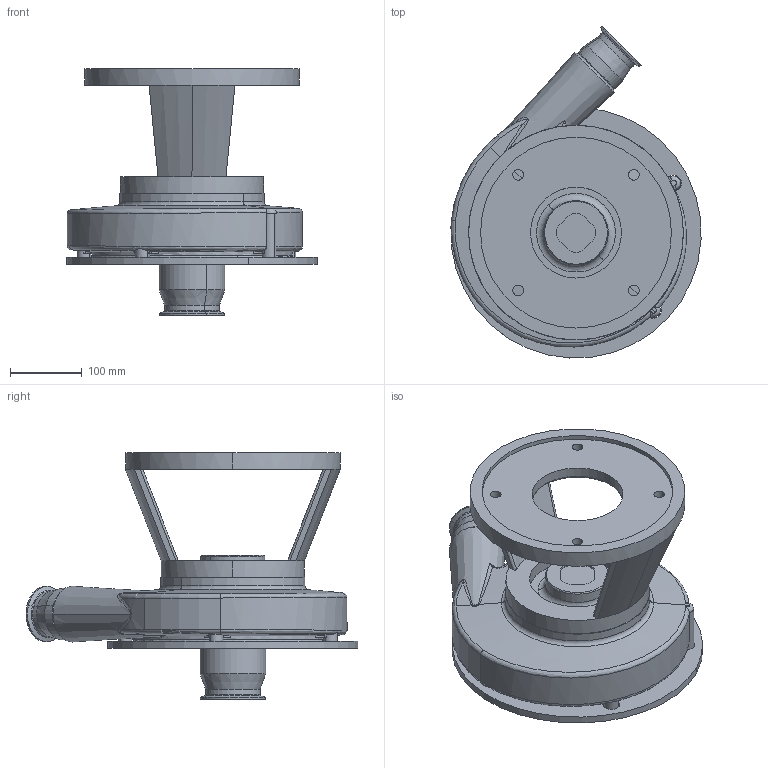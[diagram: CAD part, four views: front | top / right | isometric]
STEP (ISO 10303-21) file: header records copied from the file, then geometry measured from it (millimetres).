
FILE_DESCRIPTION (( 'STEP AP214' ), '1' );
FILE_NAME ('FPR 3551-3552 280TC 45L.STEP', '2022-12-29T18:57:10', ( '' ), ( '' ), 'SwSTEP 2.0', 'SolidWorks 2021', '' );
FILE_SCHEMA (( 'AUTOMOTIVE_DESIGN' ));
Length unit declared in the file: millimetre
Products named in the file (1): FPR 3551-3552 280TC 45L
Bounding box: 349.52 x 463.75 x 344.5 mm (x, y, z)
Volume: 7796373.4 mm3; surface area: 809057.2 mm2
Topology: 1 solids, 6 shells, 363 faces, 891 edges, 541 vertices
Faces by surface type: cylinder 138, plane 67, cone 62, torus 52, bspline 38, sphere 6
Entity records: 15020 total; most frequent: CARTESIAN_POINT 6667, DIRECTION 1763, ORIENTED_EDGE 1744, EDGE_CURVE 872, AXIS2_PLACEMENT_3D 757, VERTEX_POINT 541, CIRCLE 431, EDGE_LOOP 409
